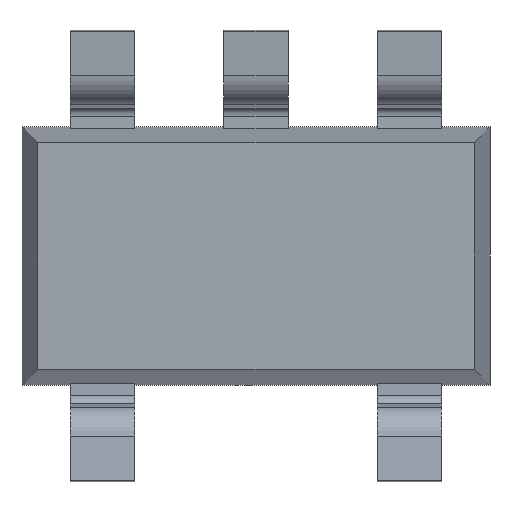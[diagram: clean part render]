
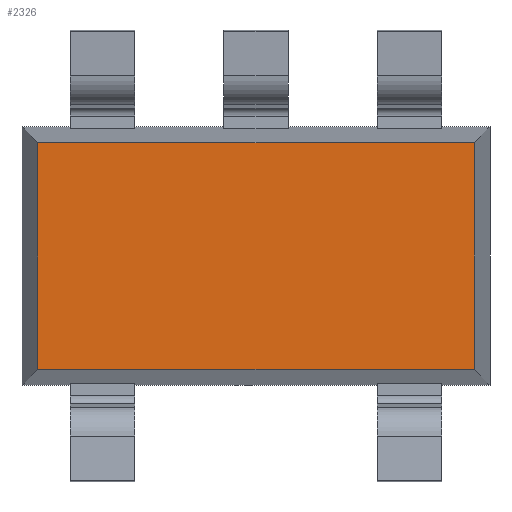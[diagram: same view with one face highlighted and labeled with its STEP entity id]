
A CAD part, front view. The second image highlights one B-rep face of the part: STEP entity #2326.
In plain terms, the highlighted planar face has unit normal (0, -1, 0).
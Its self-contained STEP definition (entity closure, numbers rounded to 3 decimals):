
#61 = LINE ( 'NONE', #732, #1973 ) ;
#124 = EDGE_LOOP ( 'NONE', ( #824, #3480, #1580, #1141 ) ) ;
#430 = DIRECTION ( 'NONE',  ( 0., 1., 0. ) ) ;
#454 = EDGE_CURVE ( 'NONE', #3040, #1224, #796, .T. ) ;
#727 = CARTESIAN_POINT ( 'NONE',  ( 0., -0.55, 0. ) ) ;
#732 = CARTESIAN_POINT ( 'NONE',  ( 0., -0.55, -0.703 ) ) ;
#796 = LINE ( 'NONE', #1431, #2877 ) ;
#815 = CARTESIAN_POINT ( 'NONE',  ( -1.353, -0.55, 0.703 ) ) ;
#824 = ORIENTED_EDGE ( 'NONE', *, *, #2662, .F. ) ;
#918 = LINE ( 'NONE', #2318, #3060 ) ;
#967 = DIRECTION ( 'NONE',  ( 1., 0., 0. ) ) ;
#1022 = EDGE_CURVE ( 'NONE', #3132, #3040, #918, .T. ) ;
#1111 = EDGE_CURVE ( 'NONE', #1224, #3403, #61, .T. ) ;
#1141 = ORIENTED_EDGE ( 'NONE', *, *, #1022, .F. ) ;
#1224 = VERTEX_POINT ( 'NONE', #1596 ) ;
#1260 = DIRECTION ( 'NONE',  ( 0., 0., 1. ) ) ;
#1394 = CARTESIAN_POINT ( 'NONE',  ( 1.353, -0.55, 0.703 ) ) ;
#1431 = CARTESIAN_POINT ( 'NONE',  ( 1.353, -0.55, 0. ) ) ;
#1580 = ORIENTED_EDGE ( 'NONE', *, *, #454, .F. ) ;
#1596 = CARTESIAN_POINT ( 'NONE',  ( 1.353, -0.55, -0.703 ) ) ;
#1809 = CARTESIAN_POINT ( 'NONE',  ( -1.353, -0.55, 0. ) ) ;
#1973 = VECTOR ( 'NONE', #2846, 1000. ) ;
#2041 = PLANE ( 'NONE',  #2767 ) ;
#2228 = VECTOR ( 'NONE', #1260, 1000. ) ;
#2252 = DIRECTION ( 'NONE',  ( 0., 0., -1. ) ) ;
#2318 = CARTESIAN_POINT ( 'NONE',  ( 0., -0.55, 0.703 ) ) ;
#2326 = ADVANCED_FACE ( 'NONE', ( #2822 ), #2041, .F. ) ;
#2433 = LINE ( 'NONE', #1809, #2228 ) ;
#2662 = EDGE_CURVE ( 'NONE', #3403, #3132, #2433, .T. ) ;
#2767 = AXIS2_PLACEMENT_3D ( 'NONE', #727, #430, #2895 ) ;
#2822 = FACE_OUTER_BOUND ( 'NONE', #124, .T. ) ;
#2846 = DIRECTION ( 'NONE',  ( -1., 0., 0. ) ) ;
#2877 = VECTOR ( 'NONE', #2252, 1000. ) ;
#2895 = DIRECTION ( 'NONE',  ( 0., 0., 1. ) ) ;
#3040 = VERTEX_POINT ( 'NONE', #1394 ) ;
#3060 = VECTOR ( 'NONE', #967, 1000. ) ;
#3121 = CARTESIAN_POINT ( 'NONE',  ( -1.353, -0.55, -0.703 ) ) ;
#3132 = VERTEX_POINT ( 'NONE', #815 ) ;
#3403 = VERTEX_POINT ( 'NONE', #3121 ) ;
#3480 = ORIENTED_EDGE ( 'NONE', *, *, #1111, .F. ) ;
